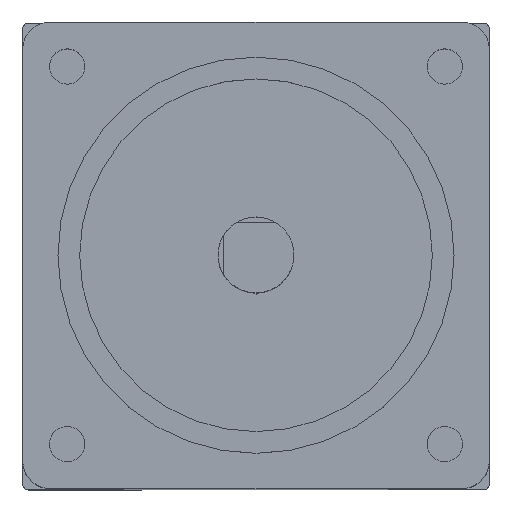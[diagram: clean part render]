
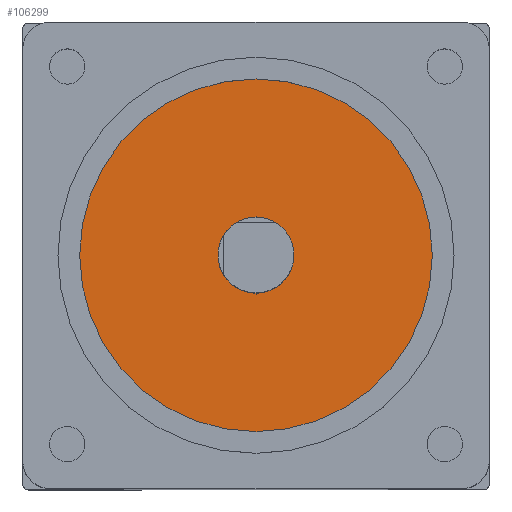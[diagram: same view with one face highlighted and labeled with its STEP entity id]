
A CAD part, top view. The second image highlights one B-rep face of the part: STEP entity #106299.
In plain terms, the highlighted planar face has unit normal (0, 0, 1).
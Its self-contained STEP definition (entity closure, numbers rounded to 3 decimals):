
#4619 = FACE_OUTER_BOUND ( 'NONE', #121032, .T. ) ;
#6149 = CARTESIAN_POINT ( 'NONE',  ( 0., 0., 111.4 ) ) ;
#8111 = AXIS2_PLACEMENT_3D ( 'NONE', #6149, #73536, #15817 ) ;
#11512 = EDGE_CURVE ( 'NONE', #77816, #16361, #110303, .T. ) ;
#12408 = ORIENTED_EDGE ( 'NONE', *, *, #62636, .F. ) ;
#13872 = DIRECTION ( 'NONE',  ( 0., 0., 1. ) ) ;
#15233 = AXIS2_PLACEMENT_3D ( 'NONE', #81053, #23281, #90687 ) ;
#15648 = DIRECTION ( 'NONE',  ( 1., 0., 0. ) ) ;
#15817 = DIRECTION ( 'NONE',  ( 1., 0., 0. ) ) ;
#16361 = VERTEX_POINT ( 'NONE', #81535 ) ;
#19788 = CARTESIAN_POINT ( 'NONE',  ( 0.5, 0., 111.4 ) ) ;
#20566 = CIRCLE ( 'NONE', #103575, 0.5 ) ;
#23281 = DIRECTION ( 'NONE',  ( 0., 0., 1. ) ) ;
#23434 = VERTEX_POINT ( 'NONE', #19788 ) ;
#26611 = ORIENTED_EDGE ( 'NONE', *, *, #48831, .T. ) ;
#29715 = CIRCLE ( 'NONE', #8111, 32.5 ) ;
#36923 = AXIS2_PLACEMENT_3D ( 'NONE', #53987, #73388, #15648 ) ;
#45978 = EDGE_LOOP ( 'NONE', ( #12408, #79315 ) ) ;
#47895 = VERTEX_POINT ( 'NONE', #124284 ) ;
#48831 = EDGE_CURVE ( 'NONE', #16361, #77816, #29715, .T. ) ;
#53987 = CARTESIAN_POINT ( 'NONE',  ( 0., 0., 111.4 ) ) ;
#55735 = CARTESIAN_POINT ( 'NONE',  ( 0., 0., 111.4 ) ) ;
#59641 = AXIS2_PLACEMENT_3D ( 'NONE', #55735, #123166, #65410 ) ;
#62636 = EDGE_CURVE ( 'NONE', #23434, #47895, #20566, .T. ) ;
#64138 = CARTESIAN_POINT ( 'NONE',  ( -32.5, 0., 111.4 ) ) ;
#64236 = ORIENTED_EDGE ( 'NONE', *, *, #11512, .T. ) ;
#65410 = DIRECTION ( 'NONE',  ( 1., 0., 0. ) ) ;
#71588 = CARTESIAN_POINT ( 'NONE',  ( 0., 0., 111.4 ) ) ;
#73388 = DIRECTION ( 'NONE',  ( 0., 0., 1. ) ) ;
#73536 = DIRECTION ( 'NONE',  ( 0., 0., 1. ) ) ;
#77816 = VERTEX_POINT ( 'NONE', #64138 ) ;
#79315 = ORIENTED_EDGE ( 'NONE', *, *, #107744, .F. ) ;
#81053 = CARTESIAN_POINT ( 'NONE',  ( 0., 0., 111.4 ) ) ;
#81281 = DIRECTION ( 'NONE',  ( 1., 0., 0. ) ) ;
#81535 = CARTESIAN_POINT ( 'NONE',  ( 32.5, 0., 111.4 ) ) ;
#82661 = PLANE ( 'NONE',  #36923 ) ;
#87462 = FACE_BOUND ( 'NONE', #45978, .T. ) ;
#90687 = DIRECTION ( 'NONE',  ( 1., 0., 0. ) ) ;
#103575 = AXIS2_PLACEMENT_3D ( 'NONE', #71588, #13872, #81281 ) ;
#106299 = ADVANCED_FACE ( 'NONE', ( #87462, #4619 ), #82661, .T. ) ;
#107744 = EDGE_CURVE ( 'NONE', #47895, #23434, #114365, .T. ) ;
#110303 = CIRCLE ( 'NONE', #15233, 32.5 ) ;
#114365 = CIRCLE ( 'NONE', #59641, 0.5 ) ;
#121032 = EDGE_LOOP ( 'NONE', ( #26611, #64236 ) ) ;
#123166 = DIRECTION ( 'NONE',  ( 0., 0., 1. ) ) ;
#124284 = CARTESIAN_POINT ( 'NONE',  ( -0.5, 0., 111.4 ) ) ;
